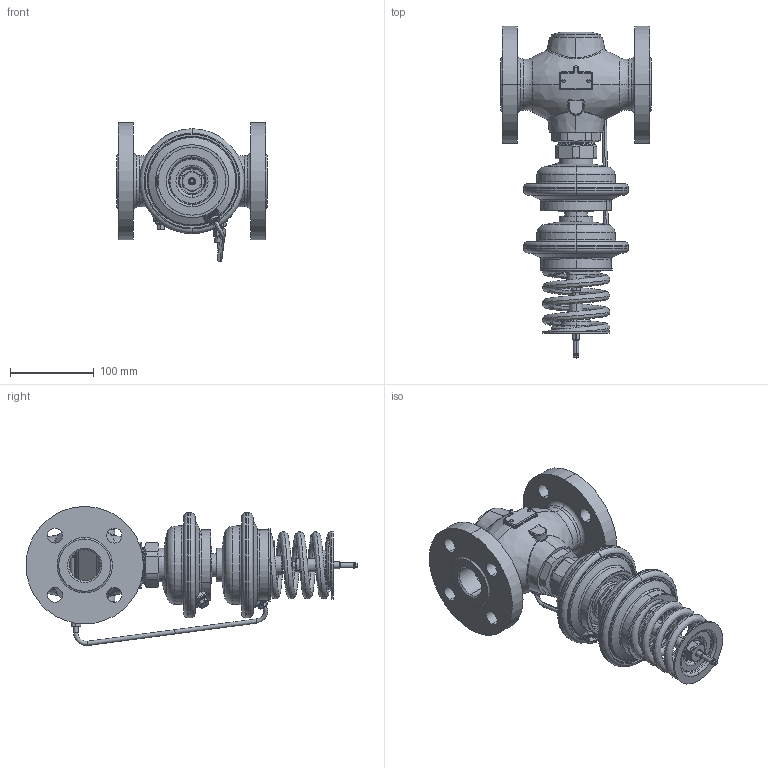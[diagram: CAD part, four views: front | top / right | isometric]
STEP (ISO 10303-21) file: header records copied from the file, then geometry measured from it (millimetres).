
FILE_DESCRIPTION((''),'2;1');
FILE_NAME('003H6705_ASM','2015-03-12T',('u317927'),('Danfoss'),'PRO/ENGINEER BY PARAMETRIC TECHNOLOGY CORPORATION, 2014000','PRO/ENGINEER BY PARAMETRIC TECHNOLOGY CORPORATION, 2014000','');
FILE_SCHEMA(('CONFIG_CONTROL_DESIGN'));
Length unit declared in the file: millimetre
Products named in the file (34): 8882043; 8882035_ASM; 8882846; 8882817_ASM; 88810790_ZAVIHAN; 8883732; 8883810; 8883905; 100002281ZI00; 8883814_ASM; 8883849; 8881074; 8881075; 8881076; 8883848; 8890090; 8881085; 8881102; 8883785_ASM; 5454030; 5211524; 8881022; 8882042; 5454032; 88810710; 5191729; 5184018; 8882005; 5589607; 1206227; 8881111; 8883503; 8883543B; 003H6705_ASM
Assembly tree (39 placements, depth 4):
  003H6705_ASM
    8882035_ASM
      8882043
    8882817_ASM
      8882846
    8883785_ASM
      88810790_ZAVIHAN  x2
      8883732
      8883810  x2
      8883905
      8883814_ASM
        100002281ZI00
      8883849
      8881074
      8881075
      8881076
      8883848
      8890090
      8881085
      8881102
    5454030  x2
    5211524  x2
    8881022
    8882042
    5454032  x2
    88810710
    5191729
    5184018
    8882005
    5589607  x2
    1206227
    8881111
    8883503
    8883543B
Bounding box: 180 x 395.8 x 165.73 mm (x, y, z)
Volume: 1435758.6 mm3; surface area: 470919 mm2
Topology: 35 solids, 56 shells, 2104 faces, 4889 edges, 2981 vertices
Faces by surface type: plane 711, cylinder 556, cone 388, torus 322, bspline 110, sphere 17
Entity records: 55945 total; most frequent: CARTESIAN_POINT 17779, DIRECTION 8398, ORIENTED_EDGE 7494, EDGE_CURVE 3784, AXIS2_PLACEMENT_3D 3577, VERTEX_POINT 2298, CIRCLE 1899, EDGE_LOOP 1841
